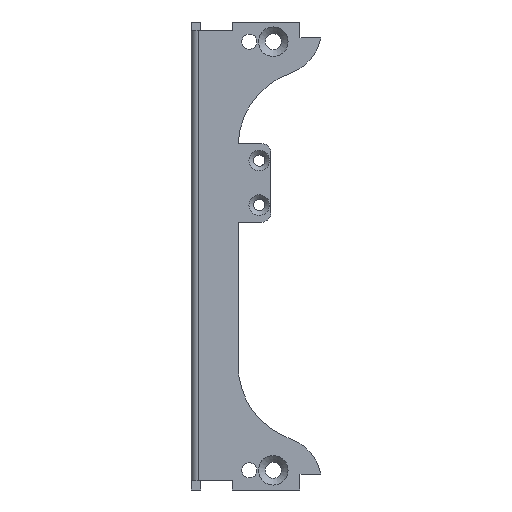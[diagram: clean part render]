
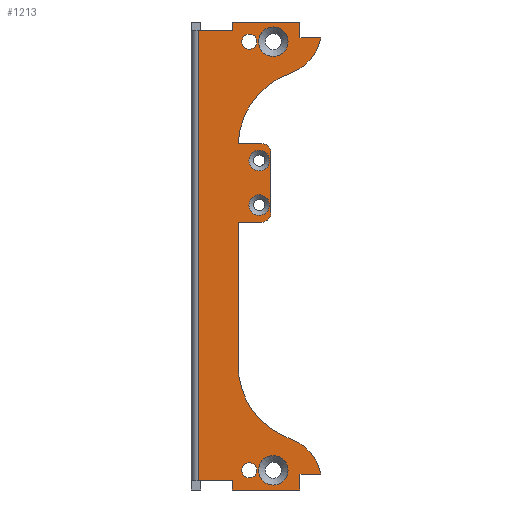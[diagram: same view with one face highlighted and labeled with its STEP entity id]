
A CAD part, front view. The second image highlights one B-rep face of the part: STEP entity #1213.
In plain terms, the highlighted planar face has unit normal (0, -1, 0).
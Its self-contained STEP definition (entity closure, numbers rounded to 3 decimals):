
#17=FACE_BOUND('',#168,.T.);
#18=FACE_BOUND('',#169,.T.);
#19=FACE_BOUND('',#170,.T.);
#20=FACE_BOUND('',#171,.T.);
#21=FACE_BOUND('',#172,.T.);
#22=FACE_BOUND('',#173,.T.);
#41=PLANE('',#1300);
#104=FACE_OUTER_BOUND('',#167,.T.);
#167=EDGE_LOOP('',(#874,#875,#876,#877,#878,#879,#880,#881,#882,#883,#884,
#885,#886,#887,#888,#889,#890,#891,#892,#893,#894));
#168=EDGE_LOOP('',(#895));
#169=EDGE_LOOP('',(#896));
#170=EDGE_LOOP('',(#897));
#171=EDGE_LOOP('',(#898));
#172=EDGE_LOOP('',(#899));
#173=EDGE_LOOP('',(#900));
#249=LINE('',#1795,#369);
#251=LINE('',#1804,#371);
#256=LINE('',#1818,#376);
#258=LINE('',#1826,#378);
#259=LINE('',#1828,#379);
#260=LINE('',#1830,#380);
#261=LINE('',#1832,#381);
#262=LINE('',#1834,#382);
#263=LINE('',#1836,#383);
#264=LINE('',#1838,#384);
#265=LINE('',#1840,#385);
#266=LINE('',#1842,#386);
#267=LINE('',#1844,#387);
#268=LINE('',#1846,#388);
#269=LINE('',#1851,#389);
#369=VECTOR('',#1433,10.);
#371=VECTOR('',#1443,10.);
#376=VECTOR('',#1456,10.);
#378=VECTOR('',#1464,10.);
#379=VECTOR('',#1465,10.);
#380=VECTOR('',#1466,10.);
#381=VECTOR('',#1467,10.);
#382=VECTOR('',#1468,10.);
#383=VECTOR('',#1469,10.);
#384=VECTOR('',#1470,10.);
#385=VECTOR('',#1471,10.);
#386=VECTOR('',#1472,10.);
#387=VECTOR('',#1473,10.);
#388=VECTOR('',#1474,10.);
#389=VECTOR('',#1479,10.);
#482=CIRCLE('',#1282,2.2);
#485=CIRCLE('',#1287,2.2);
#488=CIRCLE('',#1293,2.);
#490=CIRCLE('',#1297,2.);
#492=CIRCLE('',#1301,16.6);
#493=CIRCLE('',#1302,10.);
#494=CIRCLE('',#1303,10.);
#495=CIRCLE('',#1304,16.6);
#496=CIRCLE('',#1305,1.6);
#497=CIRCLE('',#1306,3.15);
#498=CIRCLE('',#1307,3.15);
#499=CIRCLE('',#1308,1.6);
#540=VERTEX_POINT('',#1768);
#543=VERTEX_POINT('',#1778);
#547=VERTEX_POINT('',#1789);
#549=VERTEX_POINT('',#1793);
#550=VERTEX_POINT('',#1797);
#552=VERTEX_POINT('',#1803);
#554=VERTEX_POINT('',#1809);
#556=VERTEX_POINT('',#1815);
#558=VERTEX_POINT('',#1821);
#559=VERTEX_POINT('',#1823);
#560=VERTEX_POINT('',#1825);
#561=VERTEX_POINT('',#1827);
#562=VERTEX_POINT('',#1829);
#563=VERTEX_POINT('',#1831);
#564=VERTEX_POINT('',#1833);
#565=VERTEX_POINT('',#1835);
#566=VERTEX_POINT('',#1837);
#567=VERTEX_POINT('',#1839);
#568=VERTEX_POINT('',#1841);
#569=VERTEX_POINT('',#1843);
#570=VERTEX_POINT('',#1845);
#571=VERTEX_POINT('',#1847);
#572=VERTEX_POINT('',#1849);
#573=VERTEX_POINT('',#1852);
#574=VERTEX_POINT('',#1854);
#575=VERTEX_POINT('',#1856);
#576=VERTEX_POINT('',#1858);
#658=EDGE_CURVE('',#540,#540,#482,.T.);
#663=EDGE_CURVE('',#543,#543,#485,.T.);
#671=EDGE_CURVE('',#549,#547,#249,.T.);
#672=EDGE_CURVE('',#549,#550,#488,.T.);
#675=EDGE_CURVE('',#552,#550,#251,.T.);
#678=EDGE_CURVE('',#552,#554,#490,.T.);
#682=EDGE_CURVE('',#556,#554,#256,.T.);
#684=EDGE_CURVE('',#556,#558,#492,.T.);
#685=EDGE_CURVE('',#559,#558,#493,.T.);
#686=EDGE_CURVE('',#560,#559,#258,.T.);
#687=EDGE_CURVE('',#560,#561,#259,.T.);
#688=EDGE_CURVE('',#562,#561,#260,.T.);
#689=EDGE_CURVE('',#562,#563,#261,.T.);
#690=EDGE_CURVE('',#564,#563,#262,.T.);
#691=EDGE_CURVE('',#565,#564,#263,.T.);
#692=EDGE_CURVE('',#565,#566,#264,.F.);
#693=EDGE_CURVE('',#567,#566,#265,.T.);
#694=EDGE_CURVE('',#567,#568,#266,.T.);
#695=EDGE_CURVE('',#569,#568,#267,.T.);
#696=EDGE_CURVE('',#569,#570,#268,.T.);
#697=EDGE_CURVE('',#570,#571,#494,.T.);
#698=EDGE_CURVE('',#572,#571,#495,.T.);
#699=EDGE_CURVE('',#547,#572,#269,.T.);
#700=EDGE_CURVE('',#573,#573,#496,.T.);
#701=EDGE_CURVE('',#574,#574,#497,.T.);
#702=EDGE_CURVE('',#575,#575,#498,.T.);
#703=EDGE_CURVE('',#576,#576,#499,.T.);
#874=ORIENTED_EDGE('',*,*,#671,.F.);
#875=ORIENTED_EDGE('',*,*,#672,.T.);
#876=ORIENTED_EDGE('',*,*,#675,.F.);
#877=ORIENTED_EDGE('',*,*,#678,.T.);
#878=ORIENTED_EDGE('',*,*,#682,.F.);
#879=ORIENTED_EDGE('',*,*,#684,.T.);
#880=ORIENTED_EDGE('',*,*,#685,.F.);
#881=ORIENTED_EDGE('',*,*,#686,.F.);
#882=ORIENTED_EDGE('',*,*,#687,.T.);
#883=ORIENTED_EDGE('',*,*,#688,.F.);
#884=ORIENTED_EDGE('',*,*,#689,.T.);
#885=ORIENTED_EDGE('',*,*,#690,.F.);
#886=ORIENTED_EDGE('',*,*,#691,.F.);
#887=ORIENTED_EDGE('',*,*,#692,.T.);
#888=ORIENTED_EDGE('',*,*,#693,.F.);
#889=ORIENTED_EDGE('',*,*,#694,.T.);
#890=ORIENTED_EDGE('',*,*,#695,.F.);
#891=ORIENTED_EDGE('',*,*,#696,.T.);
#892=ORIENTED_EDGE('',*,*,#697,.T.);
#893=ORIENTED_EDGE('',*,*,#698,.F.);
#894=ORIENTED_EDGE('',*,*,#699,.F.);
#895=ORIENTED_EDGE('',*,*,#658,.T.);
#896=ORIENTED_EDGE('',*,*,#663,.T.);
#897=ORIENTED_EDGE('',*,*,#700,.T.);
#898=ORIENTED_EDGE('',*,*,#701,.T.);
#899=ORIENTED_EDGE('',*,*,#702,.F.);
#900=ORIENTED_EDGE('',*,*,#703,.F.);
#1213=ADVANCED_FACE('',(#104,#17,#18,#19,#20,#21,#22),#41,.F.);
#1282=AXIS2_PLACEMENT_3D('',#1769,#1406,#1407);
#1287=AXIS2_PLACEMENT_3D('',#1779,#1418,#1419);
#1293=AXIS2_PLACEMENT_3D('',#1798,#1436,#1437);
#1297=AXIS2_PLACEMENT_3D('',#1810,#1448,#1449);
#1300=AXIS2_PLACEMENT_3D('',#1820,#1458,#1459);
#1301=AXIS2_PLACEMENT_3D('',#1822,#1460,#1461);
#1302=AXIS2_PLACEMENT_3D('',#1824,#1462,#1463);
#1303=AXIS2_PLACEMENT_3D('',#1848,#1475,#1476);
#1304=AXIS2_PLACEMENT_3D('',#1850,#1477,#1478);
#1305=AXIS2_PLACEMENT_3D('',#1853,#1480,#1481);
#1306=AXIS2_PLACEMENT_3D('',#1855,#1482,#1483);
#1307=AXIS2_PLACEMENT_3D('',#1857,#1484,#1485);
#1308=AXIS2_PLACEMENT_3D('',#1859,#1486,#1487);
#1406=DIRECTION('center_axis',(0.,1.,0.));
#1407=DIRECTION('ref_axis',(0.,0.,-1.));
#1418=DIRECTION('center_axis',(0.,1.,0.));
#1419=DIRECTION('ref_axis',(0.,0.,-1.));
#1433=DIRECTION('',(-1.,0.,0.));
#1436=DIRECTION('center_axis',(0.,-1.,0.));
#1437=DIRECTION('ref_axis',(0.,0.,-1.));
#1443=DIRECTION('',(0.,0.,-1.));
#1448=DIRECTION('center_axis',(0.,-1.,0.));
#1449=DIRECTION('ref_axis',(1.,0.,0.));
#1456=DIRECTION('',(1.,0.,0.));
#1458=DIRECTION('center_axis',(0.,1.,0.));
#1459=DIRECTION('ref_axis',(0.,0.,1.));
#1460=DIRECTION('center_axis',(0.,1.,0.));
#1461=DIRECTION('ref_axis',(-1.,0.,0.));
#1462=DIRECTION('center_axis',(0.,1.,0.));
#1463=DIRECTION('ref_axis',(1.,0.,0.));
#1464=DIRECTION('',(1.,0.,0.));
#1465=DIRECTION('',(0.,0.,1.));
#1466=DIRECTION('',(1.,0.,0.));
#1467=DIRECTION('',(0.,0.,-1.));
#1468=DIRECTION('',(1.,0.,0.));
#1469=DIRECTION('',(0.,0.,1.));
#1470=DIRECTION('',(-1.,0.,0.));
#1471=DIRECTION('',(0.,0.,1.));
#1472=DIRECTION('',(1.,0.,0.));
#1473=DIRECTION('',(0.,0.,-1.));
#1474=DIRECTION('',(1.,0.,0.));
#1475=DIRECTION('center_axis',(0.,-1.,0.));
#1476=DIRECTION('ref_axis',(1.,0.,0.));
#1477=DIRECTION('center_axis',(0.,-1.,0.));
#1478=DIRECTION('ref_axis',(-1.,0.,0.));
#1479=DIRECTION('',(0.,0.,-1.));
#1480=DIRECTION('center_axis',(0.,1.,0.));
#1481=DIRECTION('ref_axis',(0.,0.,-1.));
#1482=DIRECTION('center_axis',(0.,1.,0.));
#1483=DIRECTION('ref_axis',(0.,0.,-1.));
#1484=DIRECTION('center_axis',(0.,-1.,0.));
#1485=DIRECTION('ref_axis',(0.,0.,1.));
#1486=DIRECTION('center_axis',(0.,-1.,0.));
#1487=DIRECTION('ref_axis',(0.,0.,1.));
#1768=CARTESIAN_POINT('',(14.5,0.,-27.35));
#1769=CARTESIAN_POINT('Origin',(14.5,0.,-29.55));
#1778=CARTESIAN_POINT('',(14.5,0.,-36.85));
#1779=CARTESIAN_POINT('Origin',(14.5,0.,-39.05));
#1789=CARTESIAN_POINT('',(10.,0.,-42.7));
#1793=CARTESIAN_POINT('',(15.,0.,-42.7));
#1795=CARTESIAN_POINT('',(15.,0.,-42.7));
#1797=CARTESIAN_POINT('',(17.,0.,-40.7));
#1798=CARTESIAN_POINT('Origin',(15.,0.,-40.7));
#1803=CARTESIAN_POINT('',(17.,0.,-27.9));
#1804=CARTESIAN_POINT('',(17.,0.,-27.9));
#1809=CARTESIAN_POINT('',(15.,0.,-25.9));
#1810=CARTESIAN_POINT('Origin',(15.,0.,-27.9));
#1815=CARTESIAN_POINT('',(10.015,0.,-25.9));
#1818=CARTESIAN_POINT('',(9.1,0.,-25.9));
#1820=CARTESIAN_POINT('Origin',(0.,0.,-49.9));
#1821=CARTESIAN_POINT('',(21.12,0.,-10.931));
#1822=CARTESIAN_POINT('Origin',(26.6,0.,-26.6));
#1823=CARTESIAN_POINT('',(27.635,0.,-3.4));
#1824=CARTESIAN_POINT('Origin',(17.819,0.,-1.491));
#1825=CARTESIAN_POINT('',(23.2,0.,-3.4));
#1826=CARTESIAN_POINT('',(10.,0.,-3.4));
#1827=CARTESIAN_POINT('',(23.2,0.,0.));
#1828=CARTESIAN_POINT('',(23.2,0.,-3.4));
#1829=CARTESIAN_POINT('',(8.8,0.,0.));
#1830=CARTESIAN_POINT('',(0.,0.,0.));
#1831=CARTESIAN_POINT('',(8.8,0.,-1.8));
#1832=CARTESIAN_POINT('',(8.8,0.,0.));
#1833=CARTESIAN_POINT('',(1.5,0.,-1.8));
#1834=CARTESIAN_POINT('',(0.,0.,-1.8));
#1835=CARTESIAN_POINT('',(1.5,0.,-97.8));
#1836=CARTESIAN_POINT('',(1.5,0.,-37.425));
#1837=CARTESIAN_POINT('',(8.8,0.,-97.8));
#1838=CARTESIAN_POINT('',(0.,0.,-97.8));
#1839=CARTESIAN_POINT('',(8.8,0.,-99.8));
#1840=CARTESIAN_POINT('',(8.8,0.,-99.8));
#1841=CARTESIAN_POINT('',(23.2,0.,-99.8));
#1842=CARTESIAN_POINT('',(0.,0.,-99.8));
#1843=CARTESIAN_POINT('',(23.2,0.,-96.4));
#1844=CARTESIAN_POINT('',(23.2,0.,-96.4));
#1845=CARTESIAN_POINT('',(27.635,0.,-96.4));
#1846=CARTESIAN_POINT('',(10.,0.,-96.4));
#1847=CARTESIAN_POINT('',(21.12,0.,-88.869));
#1848=CARTESIAN_POINT('Origin',(17.819,0.,-98.309));
#1849=CARTESIAN_POINT('',(10.,0.,-73.2));
#1850=CARTESIAN_POINT('Origin',(26.6,0.,-73.2));
#1851=CARTESIAN_POINT('',(10.,0.,-26.6));
#1852=CARTESIAN_POINT('',(12.4,0.,-2.6));
#1853=CARTESIAN_POINT('Origin',(12.4,0.,-4.2));
#1854=CARTESIAN_POINT('',(17.5,0.,-1.05));
#1855=CARTESIAN_POINT('Origin',(17.5,0.,-4.2));
#1856=CARTESIAN_POINT('',(17.5,0.,-98.75));
#1857=CARTESIAN_POINT('Origin',(17.5,0.,-95.6));
#1858=CARTESIAN_POINT('',(12.4,0.,-97.2));
#1859=CARTESIAN_POINT('Origin',(12.4,0.,-95.6));
